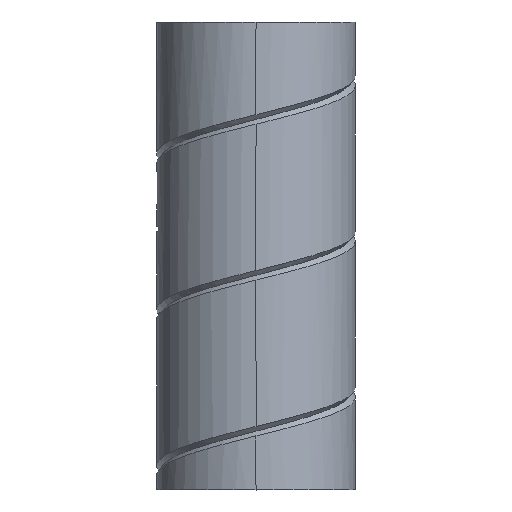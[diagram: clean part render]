
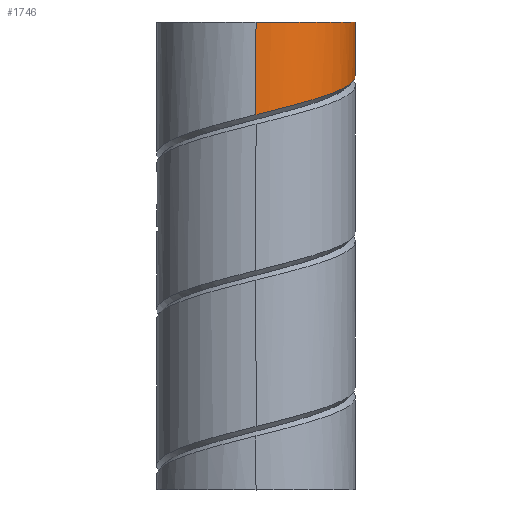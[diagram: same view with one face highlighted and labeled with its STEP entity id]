
A CAD part, top view. The second image highlights one B-rep face of the part: STEP entity #1746.
In plain terms, the highlighted cylindrical face has radius 19.75 mm (diameter 39.5 mm), a partial arc.
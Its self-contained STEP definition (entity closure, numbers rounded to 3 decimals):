
#52 = CARTESIAN_POINT ( 'NONE',  ( 15.666, 79.036, 12.304 ) ) ;
#68 = CARTESIAN_POINT ( 'NONE',  ( 10.067, 87.432, -16.992 ) ) ;
#179 = CARTESIAN_POINT ( 'NONE',  ( 12.114, 93., 15.817 ) ) ;
#192 = DIRECTION ( 'NONE',  ( 0., -1., 0. ) ) ;
#374 = CARTESIAN_POINT ( 'NONE',  ( 18.489, 84.203, -7.415 ) ) ;
#379 = CARTESIAN_POINT ( 'NONE',  ( 19.75, 93., -2.619 ) ) ;
#388 = CARTESIAN_POINT ( 'NONE',  ( 7.415, 76.453, 18.489 ) ) ;
#400 = VERTEX_POINT ( 'NONE', #3555 ) ;
#401 = CARTESIAN_POINT ( 'NONE',  ( 13.807, 78.391, 14.122 ) ) ;
#481 = CARTESIAN_POINT ( 'NONE',  ( 19.249, 93., -5.139 ) ) ;
#508 = EDGE_CURVE ( 'NONE', #701, #1574, #2000, .T. ) ;
#539 =( BOUNDED_CURVE ( )  B_SPLINE_CURVE ( 2, ( #1600, #2812, #3752, #3123, #1282, #1619, #68, #1269, #993, #695, #2224, #374, #3425, #710, #3153, #1587, #1633, #3738, #1901, #52, #401, #3765, #2240, #388, #2549, #3471, #3485 ),
 .UNSPECIFIED., .F., .F. ) 
 B_SPLINE_CURVE_WITH_KNOTS ( ( 3, 2, 2, 2, 2, 2, 2, 2, 2, 2, 2, 2, 2, 3 ),
 ( 0.032, 0.032, 0.046, 0.06, 0.074, 0.088, 0.102, 0.115, 0.129, 0.143, 0.157, 0.171, 0.185, 0.198 ),
 .UNSPECIFIED. ) 
 CURVE ( )  GEOMETRIC_REPRESENTATION_ITEM ( )  RATIONAL_B_SPLINE_CURVE ( ( 0.999, 1., 1., 0.991, 1., 0.991, 1., 0.991, 1., 0.991, 1., 0.991, 1., 0.991, 1., 0.991, 1., 0.991, 1., 0.991, 1., 0.991, 1., 0.991, 1., 0.992, 0.999 ) ) 
 REPRESENTATION_ITEM ( '' )  );
#695 = CARTESIAN_POINT ( 'NONE',  ( 15.94, 85.495, -11.948 ) ) ;
#701 = VERTEX_POINT ( 'NONE', #3566 ) ;
#710 = CARTESIAN_POINT ( 'NONE',  ( 19.778, 82.911, -2.377 ) ) ;
#760 = ORIENTED_EDGE ( 'NONE', *, *, #1457, .F. ) ;
#840 = EDGE_CURVE ( 'NONE', #400, #3245, #3249, .T. ) ;
#993 = CARTESIAN_POINT ( 'NONE',  ( 14.122, 86.141, -13.807 ) ) ;
#1152 = CARTESIAN_POINT ( 'NONE',  ( 0., 93., 19.75 ) ) ;
#1161 = CYLINDRICAL_SURFACE ( 'NONE', #3042, 19.75 ) ;
#1269 = CARTESIAN_POINT ( 'NONE',  ( 12.304, 86.786, -15.666 ) ) ;
#1282 = CARTESIAN_POINT ( 'NONE',  ( 5.326, 88.724, -19.018 ) ) ;
#1285 = CARTESIAN_POINT ( 'NONE',  ( 19.75, 93., 2.619 ) ) ;
#1380 = CARTESIAN_POINT ( 'NONE',  ( 17.244, 93., 9.977 ) ) ;
#1395 = CARTESIAN_POINT ( 'NONE',  ( 5.139, 93., -19.249 ) ) ;
#1407 = FACE_OUTER_BOUND ( 'NONE', #1409, .T. ) ;
#1409 = EDGE_LOOP ( 'NONE', ( #1791, #2587, #760, #2689 ) ) ;
#1412 = CARTESIAN_POINT ( 'NONE',  ( 0., 93., 0. ) ) ;
#1457 = EDGE_CURVE ( 'NONE', #1574, #3245, #539, .T. ) ;
#1574 = VERTEX_POINT ( 'NONE', #2785 ) ;
#1581 = B_SPLINE_CURVE_WITH_KNOTS ( 'NONE', 3,
 ( #3867, #2020, #3532, #2304, #179, #3141, #1380, #1625, #1285, #379, #481, #3446, #3825, #2032, #3228, #1395, #1693, #1607 ),
 .UNSPECIFIED., .F., .F.,
 ( 4, 2, 2, 2, 2, 2, 2, 2, 4 ),
 ( 0., 0.063, 0.125, 0.187, 0.25, 0.312, 0.375, 0.438, 0.5 ),
 .UNSPECIFIED. ) ;
#1587 = CARTESIAN_POINT ( 'NONE',  ( 19.719, 81.62, 2.822 ) ) ;
#1600 = CARTESIAN_POINT ( 'NONE',  ( 0., 90.071, -19.75 ) ) ;
#1607 = CARTESIAN_POINT ( 'NONE',  ( 0., 93., -19.75 ) ) ;
#1619 = CARTESIAN_POINT ( 'NONE',  ( 7.83, 88.078, -18.317 ) ) ;
#1620 = CARTESIAN_POINT ( 'NONE',  ( 0., 74.571, 19.75 ) ) ;
#1625 = CARTESIAN_POINT ( 'NONE',  ( 19.249, 93., 5.139 ) ) ;
#1633 = CARTESIAN_POINT ( 'NONE',  ( 19.018, 80.974, 5.326 ) ) ;
#1693 = CARTESIAN_POINT ( 'NONE',  ( 2.619, 93., -19.75 ) ) ;
#1746 = ADVANCED_FACE ( 'NONE', ( #1407 ), #1161, .T. ) ;
#1791 = ORIENTED_EDGE ( 'NONE', *, *, #1850, .F. ) ;
#1850 = EDGE_CURVE ( 'NONE', #400, #701, #1581, .T. ) ;
#1901 = CARTESIAN_POINT ( 'NONE',  ( 16.992, 79.682, 10.067 ) ) ;
#2000 = LINE ( 'NONE', #2692, #2754 ) ;
#2020 = CARTESIAN_POINT ( 'NONE',  ( 2.619, 93., 19.75 ) ) ;
#2032 = CARTESIAN_POINT ( 'NONE',  ( 12.114, 93., -15.817 ) ) ;
#2092 = DIRECTION ( 'NONE',  ( 0., -1., 0. ) ) ;
#2224 = CARTESIAN_POINT ( 'NONE',  ( 17.214, 84.849, -9.682 ) ) ;
#2240 = CARTESIAN_POINT ( 'NONE',  ( 9.682, 77.099, 17.214 ) ) ;
#2304 = CARTESIAN_POINT ( 'NONE',  ( 9.977, 93., 17.245 ) ) ;
#2549 = CARTESIAN_POINT ( 'NONE',  ( 4.896, 75.807, 19.133 ) ) ;
#2587 = ORIENTED_EDGE ( 'NONE', *, *, #840, .T. ) ;
#2689 = ORIENTED_EDGE ( 'NONE', *, *, #508, .F. ) ;
#2692 = CARTESIAN_POINT ( 'NONE',  ( 0., 93., -19.75 ) ) ;
#2754 = VECTOR ( 'NONE', #3600, 1000. ) ;
#2785 = CARTESIAN_POINT ( 'NONE',  ( 0., 90.071, -19.75 ) ) ;
#2812 = CARTESIAN_POINT ( 'NONE',  ( 0.111, 90.043, -19.75 ) ) ;
#3042 = AXIS2_PLACEMENT_3D ( 'NONE', #1412, #192, #3573 ) ;
#3123 = CARTESIAN_POINT ( 'NONE',  ( 2.822, 89.37, -19.719 ) ) ;
#3141 = CARTESIAN_POINT ( 'NONE',  ( 15.817, 93., 12.114 ) ) ;
#3153 = CARTESIAN_POINT ( 'NONE',  ( 19.749, 82.266, 0.222 ) ) ;
#3228 = CARTESIAN_POINT ( 'NONE',  ( 9.977, 93., -17.244 ) ) ;
#3245 = VERTEX_POINT ( 'NONE', #1620 ) ;
#3249 = LINE ( 'NONE', #1152, #3770 ) ;
#3425 = CARTESIAN_POINT ( 'NONE',  ( 19.133, 83.557, -4.896 ) ) ;
#3446 = CARTESIAN_POINT ( 'NONE',  ( 17.245, 93., -9.977 ) ) ;
#3471 = CARTESIAN_POINT ( 'NONE',  ( 2.487, 75.19, 19.75 ) ) ;
#3485 = CARTESIAN_POINT ( 'NONE',  ( 0., 74.571, 19.75 ) ) ;
#3532 = CARTESIAN_POINT ( 'NONE',  ( 5.139, 93., 19.249 ) ) ;
#3555 = CARTESIAN_POINT ( 'NONE',  ( 0., 93., 19.75 ) ) ;
#3566 = CARTESIAN_POINT ( 'NONE',  ( 0., 93., -19.75 ) ) ;
#3573 = DIRECTION ( 'NONE',  ( 0., 0., -1. ) ) ;
#3600 = DIRECTION ( 'NONE',  ( 0., -1., 0. ) ) ;
#3738 = CARTESIAN_POINT ( 'NONE',  ( 18.317, 80.328, 7.83 ) ) ;
#3752 = CARTESIAN_POINT ( 'NONE',  ( 0.222, 90.016, -19.749 ) ) ;
#3765 = CARTESIAN_POINT ( 'NONE',  ( 11.948, 77.745, 15.94 ) ) ;
#3770 = VECTOR ( 'NONE', #2092, 1000. ) ;
#3825 = CARTESIAN_POINT ( 'NONE',  ( 15.817, 93., -12.114 ) ) ;
#3867 = CARTESIAN_POINT ( 'NONE',  ( 0., 93., 19.75 ) ) ;
